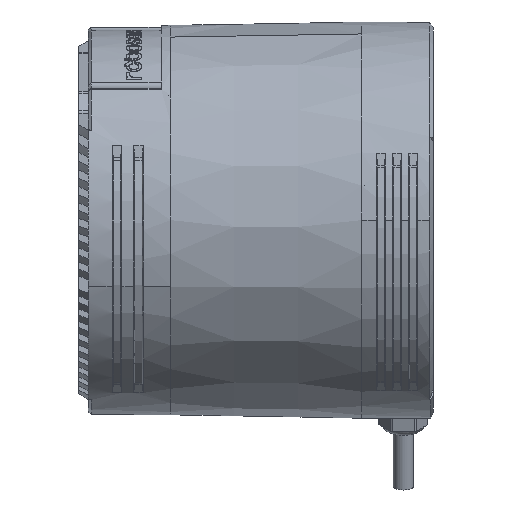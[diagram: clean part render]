
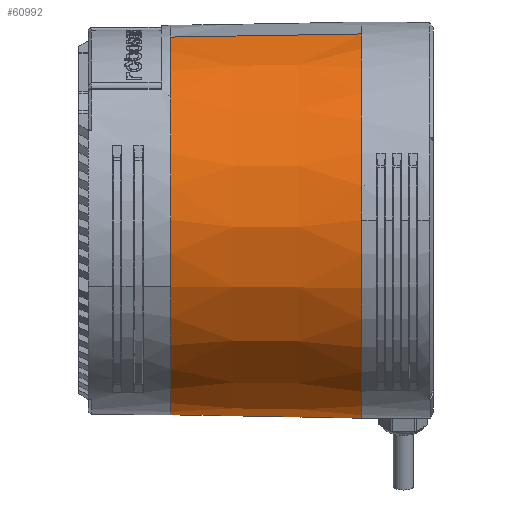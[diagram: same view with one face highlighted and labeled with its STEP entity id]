
A CAD part, left-side view. The second image highlights one B-rep face of the part: STEP entity #60992.
In plain terms, the highlighted conical face has half-angle 1 degrees and reference radius 82.302 mm.
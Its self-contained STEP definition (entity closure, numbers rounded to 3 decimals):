
#60782=DIRECTION('',(-0.017,0.,1.));
#60783=VECTOR('',#60782,80.012);
#60784=CARTESIAN_POINT('',(-81.604,0.,-80.));
#60785=LINE('',#60784,#60783);
#60786=DIRECTION('',(0.017,0.,1.));
#60787=VECTOR('',#60786,80.012);
#60788=CARTESIAN_POINT('',(81.604,0.,-80.));
#60789=LINE('',#60788,#60787);
#60790=CARTESIAN_POINT('',(0.,0.,-80.));
#60791=DIRECTION('',(0.,0.,1.));
#60792=DIRECTION('',(-1.,0.,0.));
#60793=AXIS2_PLACEMENT_3D('',#60790,#60791,#60792);
#60795=CARTESIAN_POINT('',(0.,0.,0.));
#60796=DIRECTION('',(0.,0.,1.));
#60797=DIRECTION('',(-1.,0.,0.));
#60798=AXIS2_PLACEMENT_3D('',#60795,#60796,#60797);
#60832=CARTESIAN_POINT('',(-81.604,0.,-80.));
#60833=CARTESIAN_POINT('',(-83.,0.,0.));
#60834=VERTEX_POINT('',#60832);
#60835=VERTEX_POINT('',#60833);
#60836=CARTESIAN_POINT('',(81.604,0.,-80.));
#60837=CARTESIAN_POINT('',(83.,0.,0.));
#60838=VERTEX_POINT('',#60836);
#60839=VERTEX_POINT('',#60837);
#60980=CARTESIAN_POINT('',(0.,0.,-40.));
#60981=DIRECTION('',(0.,0.,1.));
#60982=DIRECTION('',(-1.,0.,0.));
#60983=AXIS2_PLACEMENT_3D('',#60980,#60981,#60982);
#60984=CONICAL_SURFACE('',#60983,82.302,1.);
#60985=ORIENTED_EDGE('',*,*,#60970,.T.);
#60987=ORIENTED_EDGE('',*,*,#60986,.T.);
#60988=ORIENTED_EDGE('',*,*,#60973,.F.);
#60989=ORIENTED_EDGE('',*,*,#60955,.F.);
#60990=EDGE_LOOP('',(#60985,#60987,#60988,#60989));
#60991=FACE_OUTER_BOUND('',#60990,.F.);
#60992=ADVANCED_FACE('',(#60991),#60984,.T.);
#60794=CIRCLE('',#60793,81.604);
#60799=CIRCLE('',#60798,83.);
#60955=EDGE_CURVE('',#60834,#60838,#60794,.T.);
#60970=EDGE_CURVE('',#60834,#60835,#60785,.T.);
#60973=EDGE_CURVE('',#60838,#60839,#60789,.T.);
#60986=EDGE_CURVE('',#60835,#60839,#60799,.T.);
